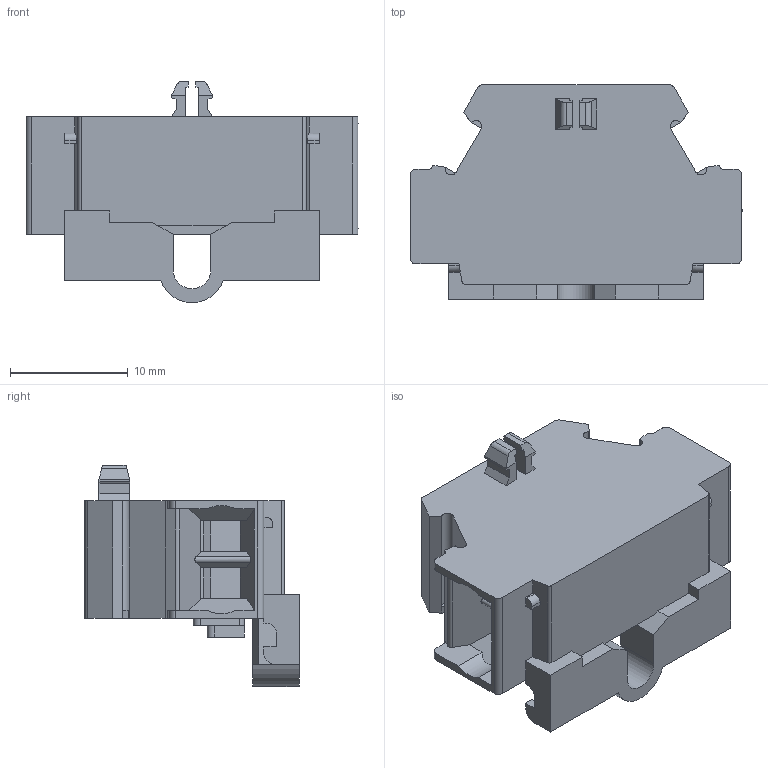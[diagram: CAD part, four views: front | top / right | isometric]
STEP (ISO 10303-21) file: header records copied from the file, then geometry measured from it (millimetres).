
FILE_DESCRIPTION((''),'2;1');
FILE_NAME('8YB754767','2024-02-29T',('dell'),(''),'PRO/ENGINEER BY PARAMETRIC TECHNOLOGY CORPORATION, 2013230','PRO/ENGINEER BY PARAMETRIC TECHNOLOGY CORPORATION, 2013230','');
FILE_SCHEMA(('AUTOMOTIVE_DESIGN { 1 0 10303 214 1 1 1 1 }'));
Length unit declared in the file: millimetre
Products named in the file (1): 8YB754767
Bounding box: 28.2 x 18.2 x 18.79 mm (x, y, z)
Volume: 3361.8 mm3; surface area: 2700.6 mm2
Topology: 1 solids, 1 shells, 281 faces, 794 edges, 522 vertices
Faces by surface type: plane 235, cylinder 46
Entity records: 9067 total; most frequent: CARTESIAN_POINT 1678, ORIENTED_EDGE 1588, DIRECTION 1416, EDGE_CURVE 794, VECTOR 698, LINE 698, VERTEX_POINT 522, AXIS2_PLACEMENT_3D 359
